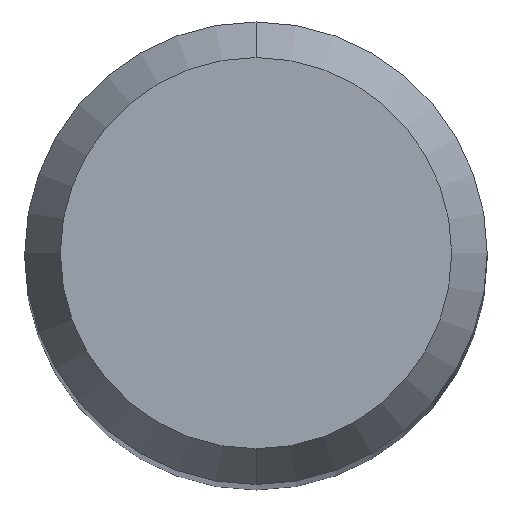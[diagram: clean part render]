
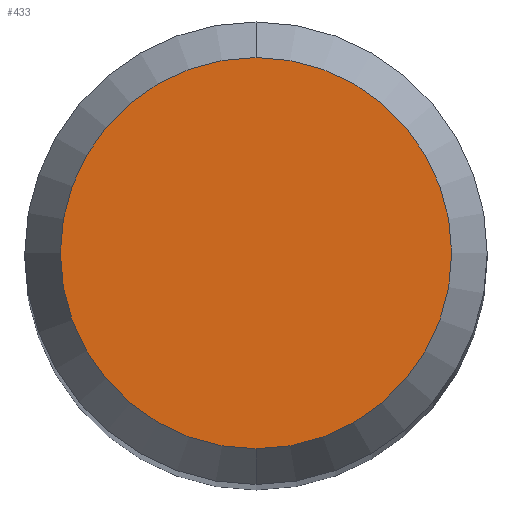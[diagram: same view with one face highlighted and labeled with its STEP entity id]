
A CAD part, top view. The second image highlights one B-rep face of the part: STEP entity #433.
In plain terms, the highlighted planar face has unit normal (0, 0, 1).
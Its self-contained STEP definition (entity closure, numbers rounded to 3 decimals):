
#319=VERTEX_POINT('',#623);
#405=EDGE_CURVE('',#319,#409,#722,.T.);
#409=VERTEX_POINT('',#726);
#421=EDGE_CURVE('',#409,#319,#738,.T.);
#433=ADVANCED_FACE('',(#751),#752,.T.);
#623=CARTESIAN_POINT('',(0.0,2.538,40.519));
#722=CIRCLE('',#1279,2.538);
#726=CARTESIAN_POINT('',(0.,-2.538,40.519));
#738=CIRCLE('',#1352,2.538);
#751=FACE_OUTER_BOUND('',#1394,.T.);
#752=PLANE('',#1395);
#1279=AXIS2_PLACEMENT_3D('',#1715,#1716,#1717);
#1352=AXIS2_PLACEMENT_3D('',#1723,#1724,#1725);
#1394=EDGE_LOOP('',(#1735,#1736));
#1395=AXIS2_PLACEMENT_3D('',#1737,#1738,#1739);
#1715=CARTESIAN_POINT('',(0.0,0.0,40.519));
#1716=DIRECTION('',(0.0,0.0,-1.0));
#1717=DIRECTION('',(0.0,1.0,0.0));
#1723=CARTESIAN_POINT('',(0.0,0.0,40.519));
#1724=DIRECTION('',(0.0,0.0,-1.0));
#1725=DIRECTION('',(0.0,1.0,0.0));
#1735=ORIENTED_EDGE('',*,*,#405,.F.);
#1736=ORIENTED_EDGE('',*,*,#421,.F.);
#1737=CARTESIAN_POINT('',(0.0,1.269,40.519));
#1738=DIRECTION('',(-0.0,0.0,1.0));
#1739=DIRECTION('',(0.0,-1.0,0.0));
